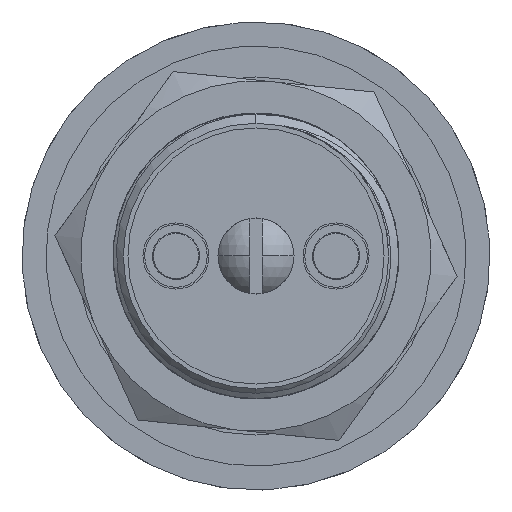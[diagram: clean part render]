
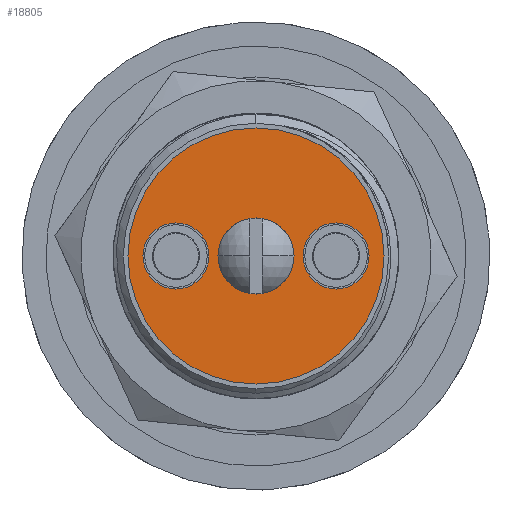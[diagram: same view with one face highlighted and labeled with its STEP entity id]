
A CAD part, front view. The second image highlights one B-rep face of the part: STEP entity #18805.
In plain terms, the highlighted planar face has unit normal (0, -1, 0).
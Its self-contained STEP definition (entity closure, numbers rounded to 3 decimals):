
#431 = EDGE_LOOP ( 'NONE', ( #11165, #20803 ) ) ;
#766 = DIRECTION ( 'NONE',  ( 0., 0., 1. ) ) ;
#790 = FACE_OUTER_BOUND ( 'NONE', #13244, .T. ) ;
#947 = CARTESIAN_POINT ( 'NONE',  ( 0., 0., 0. ) ) ;
#1103 = CARTESIAN_POINT ( 'NONE',  ( -4., 0., 1.65 ) ) ;
#1133 = FACE_BOUND ( 'NONE', #431, .T. ) ;
#1369 = EDGE_LOOP ( 'NONE', ( #13174, #14807 ) ) ;
#1441 = CARTESIAN_POINT ( 'NONE',  ( 0., 0., 0. ) ) ;
#1884 = CIRCLE ( 'NONE', #15421, 1.65 ) ;
#2188 = DIRECTION ( 'NONE',  ( 0., 0., 1. ) ) ;
#2604 = AXIS2_PLACEMENT_3D ( 'NONE', #9635, #19919, #8023 ) ;
#2703 = AXIS2_PLACEMENT_3D ( 'NONE', #947, #18700, #22136 ) ;
#3046 = AXIS2_PLACEMENT_3D ( 'NONE', #1441, #14989, #21957 ) ;
#3175 = VERTEX_POINT ( 'NONE', #7749 ) ;
#3212 = CIRCLE ( 'NONE', #15657, 1.4 ) ;
#3414 = CIRCLE ( 'NONE', #2703, 6.4 ) ;
#3595 = VERTEX_POINT ( 'NONE', #8034 ) ;
#3735 = VERTEX_POINT ( 'NONE', #22440 ) ;
#3741 = AXIS2_PLACEMENT_3D ( 'NONE', #6277, #13287, #766 ) ;
#4659 = ORIENTED_EDGE ( 'NONE', *, *, #20406, .T. ) ;
#4982 = ORIENTED_EDGE ( 'NONE', *, *, #19574, .T. ) ;
#6142 = EDGE_CURVE ( 'NONE', #10799, #3595, #3414, .T. ) ;
#6277 = CARTESIAN_POINT ( 'NONE',  ( -4., 0., 0. ) ) ;
#6452 = VERTEX_POINT ( 'NONE', #8464 ) ;
#6631 = EDGE_CURVE ( 'NONE', #3595, #10799, #15154, .T. ) ;
#7372 = DIRECTION ( 'NONE',  ( 0., 1., 0. ) ) ;
#7749 = CARTESIAN_POINT ( 'NONE',  ( -4., 0., -1.65 ) ) ;
#7800 = CIRCLE ( 'NONE', #10002, 1.65 ) ;
#7922 = CARTESIAN_POINT ( 'NONE',  ( 0., 0., 1.4 ) ) ;
#8023 = DIRECTION ( 'NONE',  ( 0., 0., 1. ) ) ;
#8034 = CARTESIAN_POINT ( 'NONE',  ( 0., 0., -6.4 ) ) ;
#8464 = CARTESIAN_POINT ( 'NONE',  ( 0., 0., -1.4 ) ) ;
#8538 = CARTESIAN_POINT ( 'NONE',  ( 0., 0., 0. ) ) ;
#9571 = CIRCLE ( 'NONE', #15404, 1.65 ) ;
#9635 = CARTESIAN_POINT ( 'NONE',  ( 0., 0., 0. ) ) ;
#10002 = AXIS2_PLACEMENT_3D ( 'NONE', #17028, #16807, #10064 ) ;
#10064 = DIRECTION ( 'NONE',  ( 0., 0., 1. ) ) ;
#10779 = VERTEX_POINT ( 'NONE', #22048 ) ;
#10799 = VERTEX_POINT ( 'NONE', #22152 ) ;
#10819 = CARTESIAN_POINT ( 'NONE',  ( -4., 0., 0. ) ) ;
#11165 = ORIENTED_EDGE ( 'NONE', *, *, #18607, .T. ) ;
#11684 = PLANE ( 'NONE',  #2604 ) ;
#12873 = EDGE_CURVE ( 'NONE', #6452, #16003, #3212, .T. ) ;
#13174 = ORIENTED_EDGE ( 'NONE', *, *, #12873, .T. ) ;
#13244 = EDGE_LOOP ( 'NONE', ( #13596, #14044 ) ) ;
#13287 = DIRECTION ( 'NONE',  ( 0., 1., 0. ) ) ;
#13596 = ORIENTED_EDGE ( 'NONE', *, *, #6631, .F. ) ;
#13771 = DIRECTION ( 'NONE',  ( 0., 0., 1. ) ) ;
#13846 = DIRECTION ( 'NONE',  ( 0., 1., 0. ) ) ;
#13967 = DIRECTION ( 'NONE',  ( 0., 0., 1. ) ) ;
#14044 = ORIENTED_EDGE ( 'NONE', *, *, #6142, .F. ) ;
#14372 = DIRECTION ( 'NONE',  ( 0., 0., 1. ) ) ;
#14807 = ORIENTED_EDGE ( 'NONE', *, *, #22570, .T. ) ;
#14989 = DIRECTION ( 'NONE',  ( 0., 1., 0. ) ) ;
#15154 = CIRCLE ( 'NONE', #22444, 6.4 ) ;
#15404 = AXIS2_PLACEMENT_3D ( 'NONE', #20845, #17192, #13771 ) ;
#15421 = AXIS2_PLACEMENT_3D ( 'NONE', #10819, #7372, #14372 ) ;
#15657 = AXIS2_PLACEMENT_3D ( 'NONE', #8538, #22377, #2188 ) ;
#16003 = VERTEX_POINT ( 'NONE', #7922 ) ;
#16807 = DIRECTION ( 'NONE',  ( 0., 1., 0. ) ) ;
#17028 = CARTESIAN_POINT ( 'NONE',  ( 4., 0., 0. ) ) ;
#17192 = DIRECTION ( 'NONE',  ( 0., 1., 0. ) ) ;
#17617 = EDGE_LOOP ( 'NONE', ( #4659, #4982 ) ) ;
#17745 = VERTEX_POINT ( 'NONE', #1103 ) ;
#18607 = EDGE_CURVE ( 'NONE', #3735, #10779, #9571, .T. ) ;
#18700 = DIRECTION ( 'NONE',  ( 0., 1., 0. ) ) ;
#18805 = ADVANCED_FACE ( 'NONE', ( #790, #22094, #21757, #1133 ), #11684, .F. ) ;
#19542 = CARTESIAN_POINT ( 'NONE',  ( 0., 0., 0. ) ) ;
#19574 = EDGE_CURVE ( 'NONE', #17745, #3175, #1884, .T. ) ;
#19812 = CIRCLE ( 'NONE', #3741, 1.65 ) ;
#19919 = DIRECTION ( 'NONE',  ( 0., 1., 0. ) ) ;
#20220 = CIRCLE ( 'NONE', #3046, 1.4 ) ;
#20406 = EDGE_CURVE ( 'NONE', #3175, #17745, #19812, .T. ) ;
#20803 = ORIENTED_EDGE ( 'NONE', *, *, #22471, .T. ) ;
#20845 = CARTESIAN_POINT ( 'NONE',  ( 4., 0., 0. ) ) ;
#21757 = FACE_BOUND ( 'NONE', #17617, .T. ) ;
#21957 = DIRECTION ( 'NONE',  ( 0., 0., 1. ) ) ;
#22048 = CARTESIAN_POINT ( 'NONE',  ( 4., 0., 1.65 ) ) ;
#22094 = FACE_BOUND ( 'NONE', #1369, .T. ) ;
#22136 = DIRECTION ( 'NONE',  ( 0., 0., 1. ) ) ;
#22152 = CARTESIAN_POINT ( 'NONE',  ( 0., 0., 6.4 ) ) ;
#22377 = DIRECTION ( 'NONE',  ( 0., 1., 0. ) ) ;
#22440 = CARTESIAN_POINT ( 'NONE',  ( 4., 0., -1.65 ) ) ;
#22444 = AXIS2_PLACEMENT_3D ( 'NONE', #19542, #13846, #13967 ) ;
#22471 = EDGE_CURVE ( 'NONE', #10779, #3735, #7800, .T. ) ;
#22570 = EDGE_CURVE ( 'NONE', #16003, #6452, #20220, .T. ) ;
